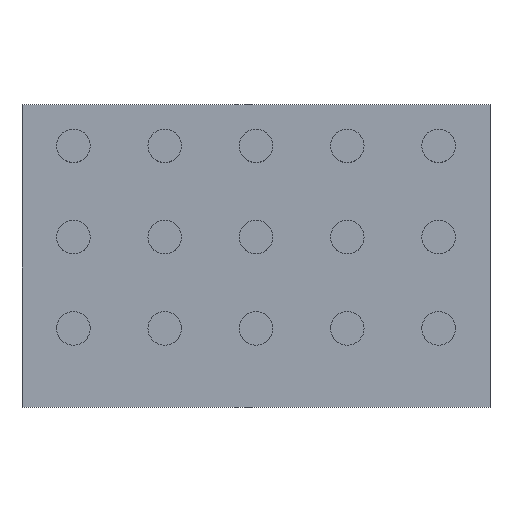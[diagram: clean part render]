
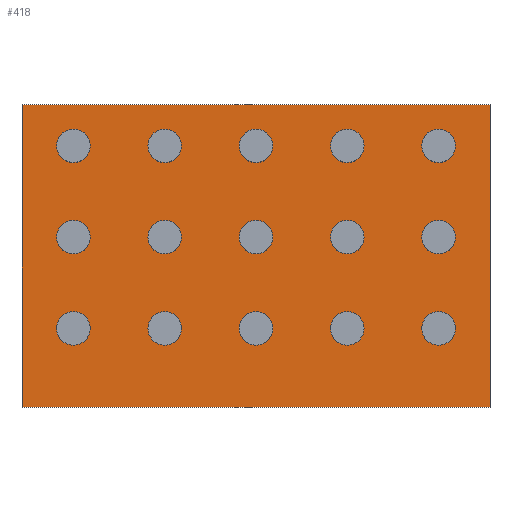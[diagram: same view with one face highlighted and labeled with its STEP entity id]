
A CAD part, top view. The second image highlights one B-rep face of the part: STEP entity #418.
In plain terms, the highlighted planar face has unit normal (0, 0, 1).
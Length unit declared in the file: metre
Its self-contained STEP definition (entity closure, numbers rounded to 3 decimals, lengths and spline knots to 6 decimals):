
#12=CIRCLE('',#453,0.007);
#14=CIRCLE('',#456,0.007);
#16=CIRCLE('',#459,0.007);
#18=CIRCLE('',#462,0.007);
#20=CIRCLE('',#465,0.007);
#22=CIRCLE('',#468,0.007);
#24=CIRCLE('',#471,0.007);
#26=CIRCLE('',#474,0.007);
#28=CIRCLE('',#477,0.007);
#30=CIRCLE('',#480,0.007);
#32=CIRCLE('',#483,0.007);
#34=CIRCLE('',#486,0.007);
#36=CIRCLE('',#489,0.007);
#38=CIRCLE('',#492,0.007);
#40=CIRCLE('',#495,0.007);
#107=ORIENTED_EDGE('',*,*,#179,.F.);
#108=ORIENTED_EDGE('',*,*,#177,.F.);
#109=ORIENTED_EDGE('',*,*,#175,.F.);
#110=ORIENTED_EDGE('',*,*,#173,.F.);
#111=ORIENTED_EDGE('',*,*,#171,.F.);
#112=ORIENTED_EDGE('',*,*,#169,.F.);
#113=ORIENTED_EDGE('',*,*,#167,.T.);
#114=ORIENTED_EDGE('',*,*,#165,.T.);
#115=ORIENTED_EDGE('',*,*,#163,.F.);
#116=ORIENTED_EDGE('',*,*,#161,.F.);
#117=ORIENTED_EDGE('',*,*,#159,.F.);
#118=ORIENTED_EDGE('',*,*,#157,.T.);
#119=ORIENTED_EDGE('',*,*,#142,.F.);
#120=ORIENTED_EDGE('',*,*,#145,.T.);
#121=ORIENTED_EDGE('',*,*,#148,.T.);
#122=ORIENTED_EDGE('',*,*,#151,.F.);
#123=ORIENTED_EDGE('',*,*,#155,.T.);
#124=ORIENTED_EDGE('',*,*,#153,.T.);
#125=ORIENTED_EDGE('',*,*,#181,.T.);
#142=EDGE_CURVE('',#183,#185,#222,.T.);
#145=EDGE_CURVE('',#183,#187,#225,.T.);
#148=EDGE_CURVE('',#187,#189,#228,.T.);
#151=EDGE_CURVE('',#185,#189,#231,.T.);
#153=EDGE_CURVE('',#191,#191,#12,.T.);
#155=EDGE_CURVE('',#193,#193,#14,.T.);
#157=EDGE_CURVE('',#195,#195,#16,.T.);
#159=EDGE_CURVE('',#197,#197,#18,.T.);
#161=EDGE_CURVE('',#199,#199,#20,.T.);
#163=EDGE_CURVE('',#201,#201,#22,.T.);
#165=EDGE_CURVE('',#203,#203,#24,.T.);
#167=EDGE_CURVE('',#205,#205,#26,.T.);
#169=EDGE_CURVE('',#207,#207,#28,.T.);
#171=EDGE_CURVE('',#209,#209,#30,.T.);
#173=EDGE_CURVE('',#211,#211,#32,.T.);
#175=EDGE_CURVE('',#213,#213,#34,.T.);
#177=EDGE_CURVE('',#215,#215,#36,.T.);
#179=EDGE_CURVE('',#217,#217,#38,.T.);
#181=EDGE_CURVE('',#219,#219,#40,.T.);
#183=VERTEX_POINT('',#662);
#185=VERTEX_POINT('',#665);
#187=VERTEX_POINT('',#671);
#189=VERTEX_POINT('',#677);
#191=VERTEX_POINT('',#687);
#193=VERTEX_POINT('',#692);
#195=VERTEX_POINT('',#697);
#197=VERTEX_POINT('',#702);
#199=VERTEX_POINT('',#707);
#201=VERTEX_POINT('',#712);
#203=VERTEX_POINT('',#717);
#205=VERTEX_POINT('',#722);
#207=VERTEX_POINT('',#727);
#209=VERTEX_POINT('',#732);
#211=VERTEX_POINT('',#737);
#213=VERTEX_POINT('',#742);
#215=VERTEX_POINT('',#747);
#217=VERTEX_POINT('',#752);
#219=VERTEX_POINT('',#757);
#222=LINE('',#664,#234);
#225=LINE('',#670,#237);
#228=LINE('',#676,#240);
#231=LINE('',#682,#243);
#234=VECTOR('',#518,1.);
#237=VECTOR('',#523,1.);
#240=VECTOR('',#528,1.);
#243=VECTOR('',#533,1.);
#280=EDGE_LOOP('',(#107));
#281=EDGE_LOOP('',(#108));
#282=EDGE_LOOP('',(#109));
#283=EDGE_LOOP('',(#110));
#284=EDGE_LOOP('',(#111));
#285=EDGE_LOOP('',(#112));
#286=EDGE_LOOP('',(#113));
#287=EDGE_LOOP('',(#114));
#288=EDGE_LOOP('',(#115));
#289=EDGE_LOOP('',(#116));
#290=EDGE_LOOP('',(#117));
#291=EDGE_LOOP('',(#118));
#292=EDGE_LOOP('',(#119,#120,#121,#122));
#293=EDGE_LOOP('',(#123));
#294=EDGE_LOOP('',(#124));
#295=EDGE_LOOP('',(#125));
#346=FACE_BOUND('',#280,.T.);
#347=FACE_BOUND('',#281,.T.);
#348=FACE_BOUND('',#282,.T.);
#349=FACE_BOUND('',#283,.T.);
#350=FACE_BOUND('',#284,.T.);
#351=FACE_BOUND('',#285,.T.);
#352=FACE_BOUND('',#286,.T.);
#353=FACE_BOUND('',#287,.T.);
#354=FACE_BOUND('',#288,.T.);
#355=FACE_BOUND('',#289,.T.);
#356=FACE_BOUND('',#290,.T.);
#357=FACE_BOUND('',#291,.T.);
#358=FACE_BOUND('',#292,.T.);
#359=FACE_BOUND('',#293,.T.);
#360=FACE_BOUND('',#294,.T.);
#361=FACE_BOUND('',#295,.T.);
#382=PLANE('',#497);
#418=ADVANCED_FACE('',(#346,#347,#348,#349,#350,#351,#352,#353,#354,#355,
#356,#357,#358,#359,#360,#361),#382,.T.);
#453=AXIS2_PLACEMENT_3D('',#686,#539,#540);
#456=AXIS2_PLACEMENT_3D('',#691,#545,#546);
#459=AXIS2_PLACEMENT_3D('',#696,#551,#552);
#462=AXIS2_PLACEMENT_3D('',#701,#557,#558);
#465=AXIS2_PLACEMENT_3D('',#706,#563,#564);
#468=AXIS2_PLACEMENT_3D('',#711,#569,#570);
#471=AXIS2_PLACEMENT_3D('',#716,#575,#576);
#474=AXIS2_PLACEMENT_3D('',#721,#581,#582);
#477=AXIS2_PLACEMENT_3D('',#726,#587,#588);
#480=AXIS2_PLACEMENT_3D('',#731,#593,#594);
#483=AXIS2_PLACEMENT_3D('',#736,#599,#600);
#486=AXIS2_PLACEMENT_3D('',#741,#605,#606);
#489=AXIS2_PLACEMENT_3D('',#746,#611,#612);
#492=AXIS2_PLACEMENT_3D('',#751,#617,#618);
#495=AXIS2_PLACEMENT_3D('',#756,#623,#624);
#497=AXIS2_PLACEMENT_3D('',#760,#627,#628);
#518=DIRECTION('',(1.,0.,0.));
#523=DIRECTION('',(0.,-1.,0.));
#528=DIRECTION('',(1.,0.,0.));
#533=DIRECTION('',(0.,-1.,0.));
#539=DIRECTION('',(0.,0.,-1.));
#540=DIRECTION('',(1.,0.,0.));
#545=DIRECTION('',(0.,0.,-1.));
#546=DIRECTION('',(1.,0.,0.));
#551=DIRECTION('',(0.,0.,-1.));
#552=DIRECTION('',(1.,0.,0.));
#557=DIRECTION('',(0.,0.,1.));
#558=DIRECTION('',(1.,0.,0.));
#563=DIRECTION('',(0.,0.,1.));
#564=DIRECTION('',(1.,0.,0.));
#569=DIRECTION('',(0.,0.,1.));
#570=DIRECTION('',(1.,0.,0.));
#575=DIRECTION('',(0.,0.,-1.));
#576=DIRECTION('',(1.,0.,0.));
#581=DIRECTION('',(0.,0.,-1.));
#582=DIRECTION('',(1.,0.,0.));
#587=DIRECTION('',(0.,0.,1.));
#588=DIRECTION('',(1.,0.,0.));
#593=DIRECTION('',(0.,0.,1.));
#594=DIRECTION('',(1.,0.,0.));
#599=DIRECTION('',(0.,0.,1.));
#600=DIRECTION('',(1.,0.,0.));
#605=DIRECTION('',(0.,0.,1.));
#606=DIRECTION('',(1.,0.,0.));
#611=DIRECTION('',(0.,0.,1.));
#612=DIRECTION('',(1.,0.,0.));
#617=DIRECTION('',(0.,0.,1.));
#618=DIRECTION('',(1.,0.,0.));
#623=DIRECTION('',(0.,0.,-1.));
#624=DIRECTION('',(1.,0.,0.));
#627=DIRECTION('',(0.,0.,1.));
#628=DIRECTION('',(1.,0.,0.));
#662=CARTESIAN_POINT('',(-0.097659,0.055344,0.0144));
#664=CARTESIAN_POINT('',(0.,0.055344,0.0144));
#665=CARTESIAN_POINT('',(0.097659,0.055344,0.0144));
#670=CARTESIAN_POINT('',(-0.097659,-0.007847,0.0144));
#671=CARTESIAN_POINT('',(-0.097659,-0.071038,0.0144));
#676=CARTESIAN_POINT('',(0.,-0.071038,0.0144));
#677=CARTESIAN_POINT('',(0.097659,-0.071038,0.0144));
#682=CARTESIAN_POINT('',(0.097659,-0.007847,0.0144));
#686=CARTESIAN_POINT('',(-0.0381,0.,0.0144));
#687=CARTESIAN_POINT('',(-0.0311,0.,0.0144));
#691=CARTESIAN_POINT('',(0.0381,-0.0381,0.0144));
#692=CARTESIAN_POINT('',(0.0451,-0.0381,0.0144));
#696=CARTESIAN_POINT('',(0.0762,-0.0381,0.0144));
#697=CARTESIAN_POINT('',(0.0832,-0.0381,0.0144));
#701=CARTESIAN_POINT('',(0.,-0.0381,0.0144));
#702=CARTESIAN_POINT('',(0.007,-0.0381,0.0144));
#706=CARTESIAN_POINT('',(-0.0381,-0.0381,0.0144));
#707=CARTESIAN_POINT('',(-0.0311,-0.0381,0.0144));
#711=CARTESIAN_POINT('',(-0.0762,-0.0381,0.0144));
#712=CARTESIAN_POINT('',(-0.0692,-0.0381,0.0144));
#716=CARTESIAN_POINT('',(-0.0381,0.0381,0.0144));
#717=CARTESIAN_POINT('',(-0.0311,0.0381,0.0144));
#721=CARTESIAN_POINT('',(-0.0762,0.,0.0144));
#722=CARTESIAN_POINT('',(-0.0692,0.,0.0144));
#726=CARTESIAN_POINT('',(0.0762,0.0381,0.0144));
#727=CARTESIAN_POINT('',(0.0832,0.0381,0.0144));
#731=CARTESIAN_POINT('',(0.0762,0.,0.0144));
#732=CARTESIAN_POINT('',(0.0832,0.,0.0144));
#736=CARTESIAN_POINT('',(0.0381,0.0381,0.0144));
#737=CARTESIAN_POINT('',(0.0451,0.0381,0.0144));
#741=CARTESIAN_POINT('',(0.0381,0.,0.0144));
#742=CARTESIAN_POINT('',(0.0451,0.,0.0144));
#746=CARTESIAN_POINT('',(0.,0.0381,0.0144));
#747=CARTESIAN_POINT('',(0.007,0.0381,0.0144));
#751=CARTESIAN_POINT('',(0.,0.,0.0144));
#752=CARTESIAN_POINT('',(0.007,0.,0.0144));
#756=CARTESIAN_POINT('',(-0.0762,0.0381,0.0144));
#757=CARTESIAN_POINT('',(-0.0692,0.0381,0.0144));
#760=CARTESIAN_POINT('',(0.,-0.007847,0.0144));
